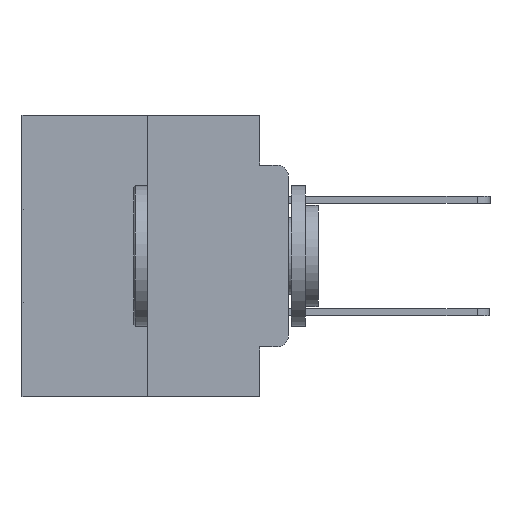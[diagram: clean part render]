
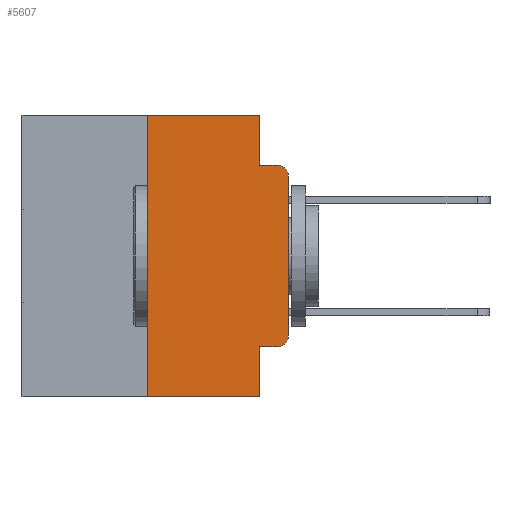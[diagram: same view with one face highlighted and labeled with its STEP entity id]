
A CAD part, left-side view. The second image highlights one B-rep face of the part: STEP entity #5607.
In plain terms, the highlighted planar face has unit normal (-1, 0, 0).
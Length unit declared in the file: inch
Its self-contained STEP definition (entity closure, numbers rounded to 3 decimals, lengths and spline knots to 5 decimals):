
#289 = CARTESIAN_POINT ( 'NONE',  ( 0., 0., -0.1085 ) ) ;
#893 = ORIENTED_EDGE ( 'NONE', *, *, #20594, .F. ) ;
#1089 = DIRECTION ( 'NONE',  ( 0., 0., -1. ) ) ;
#1125 = VERTEX_POINT ( 'NONE', #27869 ) ;
#1442 = LINE ( 'NONE', #27091, #13056 ) ;
#1450 = LINE ( 'NONE', #20371, #12363 ) ;
#1920 = ORIENTED_EDGE ( 'NONE', *, *, #8340, .F. ) ;
#2281 = DIRECTION ( 'NONE',  ( 0., 0., -1. ) ) ;
#2311 = CARTESIAN_POINT ( 'NONE',  ( 0., 0.02, -0.4115 ) ) ;
#2803 = ORIENTED_EDGE ( 'NONE', *, *, #15995, .F. ) ;
#2809 = CARTESIAN_POINT ( 'NONE',  ( 0., 0.25, 0. ) ) ;
#3061 = ORIENTED_EDGE ( 'NONE', *, *, #17356, .T. ) ;
#3256 = VECTOR ( 'NONE', #23463, 39.37008 ) ;
#4172 = CARTESIAN_POINT ( 'NONE',  ( 0., 0.051, 0. ) ) ;
#5607 = ADVANCED_FACE ( 'NONE', ( #18652 ), #28427, .F. ) ;
#5706 = CARTESIAN_POINT ( 'NONE',  ( 0., 0., -0.3915 ) ) ;
#6853 = CARTESIAN_POINT ( 'NONE',  ( 0., 0., 0. ) ) ;
#7705 = EDGE_CURVE ( 'NONE', #24562, #10574, #18168, .T. ) ;
#7963 = CARTESIAN_POINT ( 'NONE',  ( 0., 0.02, -0.0885 ) ) ;
#8340 = EDGE_CURVE ( 'NONE', #20875, #1125, #1450, .T. ) ;
#9170 = DIRECTION ( 'NONE',  ( 0., 0., 1. ) ) ;
#9382 = LINE ( 'NONE', #2809, #3256 ) ;
#9542 = ORIENTED_EDGE ( 'NONE', *, *, #22096, .F. ) ;
#9656 = LINE ( 'NONE', #10264, #26359 ) ;
#9663 = ORIENTED_EDGE ( 'NONE', *, *, #14451, .T. ) ;
#9915 = CARTESIAN_POINT ( 'NONE',  ( 0., 0.051, -0.0885 ) ) ;
#10264 = CARTESIAN_POINT ( 'NONE',  ( 0., 0.051, 0. ) ) ;
#10390 = CARTESIAN_POINT ( 'NONE',  ( 0., 0.02, -0.3915 ) ) ;
#10499 = ORIENTED_EDGE ( 'NONE', *, *, #17539, .T. ) ;
#10574 = VERTEX_POINT ( 'NONE', #289 ) ;
#11065 = LINE ( 'NONE', #9915, #27667 ) ;
#11357 = DIRECTION ( 'NONE',  ( 0., -1., 0. ) ) ;
#11451 = AXIS2_PLACEMENT_3D ( 'NONE', #10390, #26271, #12689 ) ;
#11506 = VERTEX_POINT ( 'NONE', #14831 ) ;
#12042 = VECTOR ( 'NONE', #9170, 39.37008 ) ;
#12363 = VECTOR ( 'NONE', #18086, 39.37008 ) ;
#12689 = DIRECTION ( 'NONE',  ( 0., 0., -1. ) ) ;
#13056 = VECTOR ( 'NONE', #11357, 39.37008 ) ;
#13403 = DIRECTION ( 'NONE',  ( 0., 0., -1. ) ) ;
#13536 = EDGE_LOOP ( 'NONE', ( #16762, #17225, #17793, #893, #1920, #2803, #3061, #9542, #9663, #10499 ) ) ;
#13713 = AXIS2_PLACEMENT_3D ( 'NONE', #29484, #16130, #2281 ) ;
#14307 = CARTESIAN_POINT ( 'NONE',  ( 0., 0.473, -0.5 ) ) ;
#14451 = EDGE_CURVE ( 'NONE', #24277, #16998, #1442, .T. ) ;
#14682 = VECTOR ( 'NONE', #27785, 39.37008 ) ;
#14831 = CARTESIAN_POINT ( 'NONE',  ( 0., 0.25, -0.5 ) ) ;
#15011 = DIRECTION ( 'NONE',  ( 1., 0., 0. ) ) ;
#15995 = EDGE_CURVE ( 'NONE', #11506, #20875, #9382, .T. ) ;
#16130 = DIRECTION ( 'NONE',  ( -1., 0., 0. ) ) ;
#16202 = VERTEX_POINT ( 'NONE', #19709 ) ;
#16446 = LINE ( 'NONE', #4172, #27659 ) ;
#16762 = ORIENTED_EDGE ( 'NONE', *, *, #7705, .T. ) ;
#16998 = VERTEX_POINT ( 'NONE', #2311 ) ;
#17094 = DIRECTION ( 'NONE',  ( 0., 0., -1. ) ) ;
#17210 = CARTESIAN_POINT ( 'NONE',  ( 0., 0.473, 0. ) ) ;
#17225 = ORIENTED_EDGE ( 'NONE', *, *, #23618, .T. ) ;
#17356 = EDGE_CURVE ( 'NONE', #11506, #16202, #26698, .T. ) ;
#17539 = EDGE_CURVE ( 'NONE', #16998, #24562, #22537, .T. ) ;
#17793 = ORIENTED_EDGE ( 'NONE', *, *, #26563, .F. ) ;
#18086 = DIRECTION ( 'NONE',  ( 0., -1., 0. ) ) ;
#18098 = CARTESIAN_POINT ( 'NONE',  ( 0., 0.25, 0. ) ) ;
#18168 = LINE ( 'NONE', #6853, #12042 ) ;
#18652 = FACE_OUTER_BOUND ( 'NONE', #13536, .T. ) ;
#19709 = CARTESIAN_POINT ( 'NONE',  ( 0., 0.051, -0.5 ) ) ;
#20371 = CARTESIAN_POINT ( 'NONE',  ( 0., 0.473, 0. ) ) ;
#20594 = EDGE_CURVE ( 'NONE', #1125, #22108, #9656, .T. ) ;
#20734 = AXIS2_PLACEMENT_3D ( 'NONE', #17210, #15011, #1089 ) ;
#20875 = VERTEX_POINT ( 'NONE', #18098 ) ;
#22096 = EDGE_CURVE ( 'NONE', #24277, #16202, #16446, .T. ) ;
#22108 = VERTEX_POINT ( 'NONE', #29193 ) ;
#22372 = VERTEX_POINT ( 'NONE', #7963 ) ;
#22537 = CIRCLE ( 'NONE', #11451, 0.02 ) ;
#23435 = CIRCLE ( 'NONE', #13713, 0.02 ) ;
#23463 = DIRECTION ( 'NONE',  ( 0., 0., 1. ) ) ;
#23618 = EDGE_CURVE ( 'NONE', #10574, #22372, #23435, .T. ) ;
#24277 = VERTEX_POINT ( 'NONE', #25187 ) ;
#24562 = VERTEX_POINT ( 'NONE', #5706 ) ;
#25187 = CARTESIAN_POINT ( 'NONE',  ( 0., 0.051, -0.4115 ) ) ;
#26271 = DIRECTION ( 'NONE',  ( -1., 0., 0. ) ) ;
#26359 = VECTOR ( 'NONE', #17094, 39.37008 ) ;
#26563 = EDGE_CURVE ( 'NONE', #22108, #22372, #11065, .T. ) ;
#26698 = LINE ( 'NONE', #14307, #14682 ) ;
#27091 = CARTESIAN_POINT ( 'NONE',  ( 0., 0.051, -0.4115 ) ) ;
#27659 = VECTOR ( 'NONE', #13403, 39.37008 ) ;
#27667 = VECTOR ( 'NONE', #27990, 39.37008 ) ;
#27785 = DIRECTION ( 'NONE',  ( 0., -1., 0. ) ) ;
#27869 = CARTESIAN_POINT ( 'NONE',  ( 0., 0.051, 0. ) ) ;
#27990 = DIRECTION ( 'NONE',  ( 0., -1., 0. ) ) ;
#28427 = PLANE ( 'NONE',  #20734 ) ;
#29193 = CARTESIAN_POINT ( 'NONE',  ( 0., 0.051, -0.0885 ) ) ;
#29484 = CARTESIAN_POINT ( 'NONE',  ( 0., 0.02, -0.1085 ) ) ;
